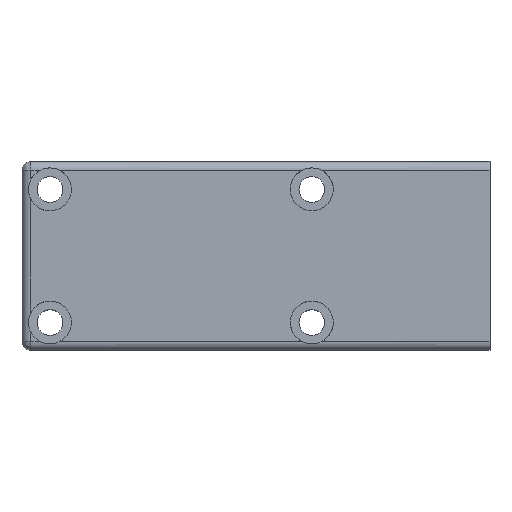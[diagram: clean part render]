
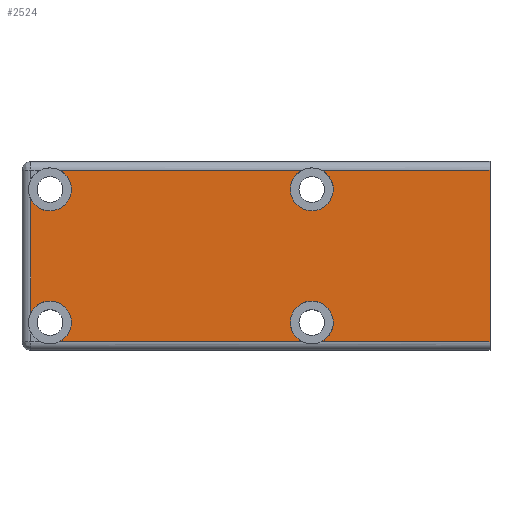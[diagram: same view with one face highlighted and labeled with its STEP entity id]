
A CAD part, top view. The second image highlights one B-rep face of the part: STEP entity #2524.
In plain terms, the highlighted planar face has unit normal (0, 0, 1).
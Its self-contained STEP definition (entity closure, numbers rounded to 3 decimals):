
#27 = CARTESIAN_POINT ( 'NONE',  ( -58.321, 20., 27.5 ) ) ;
#31 = DIRECTION ( 'NONE',  ( 1., 0., 0. ) ) ;
#64 = EDGE_CURVE ( 'NONE', #912, #2890, #3023, .T. ) ;
#70 = CIRCLE ( 'NONE', #179, 5. ) ;
#74 = CARTESIAN_POINT ( 'NONE',  ( 0.5, 15.5, 27.5 ) ) ;
#128 = DIRECTION ( 'NONE',  ( 1., 0., 0. ) ) ;
#130 = EDGE_CURVE ( 'NONE', #2403, #3172, #2419, .T. ) ;
#179 = AXIS2_PLACEMENT_3D ( 'NONE', #456, #2848, #693 ) ;
#206 = VERTEX_POINT ( 'NONE', #1144 ) ;
#223 = CARTESIAN_POINT ( 'NONE',  ( 0.5, -15.5, 27.5 ) ) ;
#376 = VERTEX_POINT ( 'NONE', #3155 ) ;
#411 = ORIENTED_EDGE ( 'NONE', *, *, #2177, .T. ) ;
#434 = CARTESIAN_POINT ( 'NONE',  ( 0.5, 15.5, 27.5 ) ) ;
#447 = CIRCLE ( 'NONE', #788, 5. ) ;
#456 = CARTESIAN_POINT ( 'NONE',  ( -60.5, -15.5, 27.5 ) ) ;
#488 = CIRCLE ( 'NONE', #1722, 5. ) ;
#507 = AXIS2_PLACEMENT_3D ( 'NONE', #1006, #2486, #31 ) ;
#529 = CARTESIAN_POINT ( 'NONE',  ( -4.5, 15.5, 27.5 ) ) ;
#538 = EDGE_CURVE ( 'NONE', #3172, #952, #2375, .T. ) ;
#569 = LINE ( 'NONE', #1515, #2679 ) ;
#582 = CARTESIAN_POINT ( 'NONE',  ( 0.5, -15.5, 27.5 ) ) ;
#583 = CARTESIAN_POINT ( 'NONE',  ( 5.5, -15.5, 27.5 ) ) ;
#593 = ORIENTED_EDGE ( 'NONE', *, *, #2237, .T. ) ;
#605 = VERTEX_POINT ( 'NONE', #583 ) ;
#669 = DIRECTION ( 'NONE',  ( 1., 0., 0. ) ) ;
#674 = VERTEX_POINT ( 'NONE', #2048 ) ;
#675 = ORIENTED_EDGE ( 'NONE', *, *, #2122, .T. ) ;
#693 = DIRECTION ( 'NONE',  ( 1., 0., 0. ) ) ;
#720 = EDGE_LOOP ( 'NONE', ( #593, #1187, #923, #2549, #1782, #2931, #2776, #1979, #2197, #411, #2191, #1876, #2009, #2401, #2319, #675 ) ) ;
#749 = CARTESIAN_POINT ( 'NONE',  ( 0.5, 15.5, 27.5 ) ) ;
#781 = DIRECTION ( 'NONE',  ( 0., 0., -1. ) ) ;
#786 = EDGE_CURVE ( 'NONE', #952, #2816, #70, .T. ) ;
#788 = AXIS2_PLACEMENT_3D ( 'NONE', #223, #1976, #2452 ) ;
#821 = EDGE_CURVE ( 'NONE', #674, #1076, #488, .T. ) ;
#912 = VERTEX_POINT ( 'NONE', #529 ) ;
#923 = ORIENTED_EDGE ( 'NONE', *, *, #1750, .T. ) ;
#952 = VERTEX_POINT ( 'NONE', #2029 ) ;
#969 = PLANE ( 'NONE',  #1555 ) ;
#978 = AXIS2_PLACEMENT_3D ( 'NONE', #582, #1804, #3040 ) ;
#995 = CIRCLE ( 'NONE', #2300, 5. ) ;
#1006 = CARTESIAN_POINT ( 'NONE',  ( -60.5, -15.5, 27.5 ) ) ;
#1076 = VERTEX_POINT ( 'NONE', #3052 ) ;
#1080 = DIRECTION ( 'NONE',  ( 1., 0., 0. ) ) ;
#1087 = DIRECTION ( 'NONE',  ( 1., 0., 0. ) ) ;
#1092 = DIRECTION ( 'NONE',  ( 1., 0., 0. ) ) ;
#1144 = CARTESIAN_POINT ( 'NONE',  ( -1.679, -20., 27.5 ) ) ;
#1187 = ORIENTED_EDGE ( 'NONE', *, *, #2545, .T. ) ;
#1242 = VECTOR ( 'NONE', #2113, 1000. ) ;
#1256 = VERTEX_POINT ( 'NONE', #3100 ) ;
#1319 = CARTESIAN_POINT ( 'NONE',  ( 42., 20., 27.5 ) ) ;
#1323 = DIRECTION ( 'NONE',  ( 0., 0., -1. ) ) ;
#1342 = EDGE_CURVE ( 'NONE', #1076, #912, #1628, .T. ) ;
#1366 = CARTESIAN_POINT ( 'NONE',  ( 42., -20., 27.5 ) ) ;
#1382 = VERTEX_POINT ( 'NONE', #1830 ) ;
#1386 = CARTESIAN_POINT ( 'NONE',  ( -65., 0., 27.5 ) ) ;
#1408 = EDGE_CURVE ( 'NONE', #1382, #1436, #2138, .T. ) ;
#1436 = VERTEX_POINT ( 'NONE', #1366 ) ;
#1450 = CARTESIAN_POINT ( 'NONE',  ( 42., 0., 27.5 ) ) ;
#1494 = VECTOR ( 'NONE', #2367, 1000. ) ;
#1515 = CARTESIAN_POINT ( 'NONE',  ( -12.5, 20., 27.5 ) ) ;
#1545 = DIRECTION ( 'NONE',  ( 1., 0., 0. ) ) ;
#1555 = AXIS2_PLACEMENT_3D ( 'NONE', #2869, #2157, #1932 ) ;
#1581 = EDGE_CURVE ( 'NONE', #1436, #1797, #2260, .T. ) ;
#1622 = LINE ( 'NONE', #1765, #2372 ) ;
#1628 = CIRCLE ( 'NONE', #2703, 5. ) ;
#1640 = AXIS2_PLACEMENT_3D ( 'NONE', #2748, #781, #2038 ) ;
#1722 = AXIS2_PLACEMENT_3D ( 'NONE', #434, #2383, #669 ) ;
#1750 = EDGE_CURVE ( 'NONE', #605, #1382, #2992, .T. ) ;
#1765 = CARTESIAN_POINT ( 'NONE',  ( -12.5, -20., 27.5 ) ) ;
#1782 = ORIENTED_EDGE ( 'NONE', *, *, #1581, .T. ) ;
#1790 = VERTEX_POINT ( 'NONE', #27 ) ;
#1797 = VERTEX_POINT ( 'NONE', #1319 ) ;
#1804 = DIRECTION ( 'NONE',  ( 0., 0., -1. ) ) ;
#1830 = CARTESIAN_POINT ( 'NONE',  ( 2.679, -20., 27.5 ) ) ;
#1837 = FACE_OUTER_BOUND ( 'NONE', #720, .T. ) ;
#1876 = ORIENTED_EDGE ( 'NONE', *, *, #2688, .T. ) ;
#1904 = AXIS2_PLACEMENT_3D ( 'NONE', #2320, #2533, #128 ) ;
#1932 = DIRECTION ( 'NONE',  ( 1., 0., 0. ) ) ;
#1976 = DIRECTION ( 'NONE',  ( 0., 0., -1. ) ) ;
#1979 = ORIENTED_EDGE ( 'NONE', *, *, #1342, .T. ) ;
#2009 = ORIENTED_EDGE ( 'NONE', *, *, #130, .T. ) ;
#2029 = CARTESIAN_POINT ( 'NONE',  ( -55.5, -15.5, 27.5 ) ) ;
#2034 = CIRCLE ( 'NONE', #1904, 5. ) ;
#2037 = CARTESIAN_POINT ( 'NONE',  ( -58.321, -20., 27.5 ) ) ;
#2038 = DIRECTION ( 'NONE',  ( 1., 0., 0. ) ) ;
#2048 = CARTESIAN_POINT ( 'NONE',  ( 2.679, 20., 27.5 ) ) ;
#2113 = DIRECTION ( 'NONE',  ( 0., -1., 0. ) ) ;
#2122 = EDGE_CURVE ( 'NONE', #2816, #206, #1622, .T. ) ;
#2138 = LINE ( 'NONE', #2572, #1494 ) ;
#2151 = CARTESIAN_POINT ( 'NONE',  ( -65., 13.321, 27.5 ) ) ;
#2157 = DIRECTION ( 'NONE',  ( 0., 0., 1. ) ) ;
#2175 = DIRECTION ( 'NONE',  ( 0., 1., 0. ) ) ;
#2177 = EDGE_CURVE ( 'NONE', #2890, #1790, #569, .T. ) ;
#2191 = ORIENTED_EDGE ( 'NONE', *, *, #2230, .T. ) ;
#2197 = ORIENTED_EDGE ( 'NONE', *, *, #64, .T. ) ;
#2208 = CARTESIAN_POINT ( 'NONE',  ( -65., -13.321, 27.5 ) ) ;
#2209 = VECTOR ( 'NONE', #3087, 1000. ) ;
#2230 = EDGE_CURVE ( 'NONE', #1790, #376, #2034, .T. ) ;
#2237 = EDGE_CURVE ( 'NONE', #206, #1256, #3123, .T. ) ;
#2260 = LINE ( 'NONE', #1450, #2342 ) ;
#2300 = AXIS2_PLACEMENT_3D ( 'NONE', #2681, #3157, #1087 ) ;
#2319 = ORIENTED_EDGE ( 'NONE', *, *, #786, .T. ) ;
#2320 = CARTESIAN_POINT ( 'NONE',  ( -60.5, 15.5, 27.5 ) ) ;
#2342 = VECTOR ( 'NONE', #2175, 1000. ) ;
#2367 = DIRECTION ( 'NONE',  ( 1., 0., 0. ) ) ;
#2372 = VECTOR ( 'NONE', #1545, 1000. ) ;
#2375 = CIRCLE ( 'NONE', #507, 5. ) ;
#2383 = DIRECTION ( 'NONE',  ( 0., 0., -1. ) ) ;
#2401 = ORIENTED_EDGE ( 'NONE', *, *, #538, .T. ) ;
#2403 = VERTEX_POINT ( 'NONE', #2151 ) ;
#2419 = LINE ( 'NONE', #1386, #1242 ) ;
#2422 = EDGE_CURVE ( 'NONE', #1797, #674, #2586, .T. ) ;
#2452 = DIRECTION ( 'NONE',  ( 1., 0., 0. ) ) ;
#2485 = DIRECTION ( 'NONE',  ( -1., 0., 0. ) ) ;
#2486 = DIRECTION ( 'NONE',  ( 0., 0., -1. ) ) ;
#2524 = ADVANCED_FACE ( 'NONE', ( #1837 ), #969, .T. ) ;
#2533 = DIRECTION ( 'NONE',  ( 0., 0., -1. ) ) ;
#2539 = CARTESIAN_POINT ( 'NONE',  ( -1.679, 20., 27.5 ) ) ;
#2545 = EDGE_CURVE ( 'NONE', #1256, #605, #447, .T. ) ;
#2549 = ORIENTED_EDGE ( 'NONE', *, *, #1408, .T. ) ;
#2572 = CARTESIAN_POINT ( 'NONE',  ( -12.5, -20., 27.5 ) ) ;
#2586 = LINE ( 'NONE', #2836, #2209 ) ;
#2679 = VECTOR ( 'NONE', #2485, 1000. ) ;
#2681 = CARTESIAN_POINT ( 'NONE',  ( -60.5, 15.5, 27.5 ) ) ;
#2688 = EDGE_CURVE ( 'NONE', #376, #2403, #995, .T. ) ;
#2703 = AXIS2_PLACEMENT_3D ( 'NONE', #749, #1323, #1080 ) ;
#2717 = AXIS2_PLACEMENT_3D ( 'NONE', #74, #3014, #1092 ) ;
#2748 = CARTESIAN_POINT ( 'NONE',  ( 0.5, -15.5, 27.5 ) ) ;
#2776 = ORIENTED_EDGE ( 'NONE', *, *, #821, .T. ) ;
#2816 = VERTEX_POINT ( 'NONE', #2037 ) ;
#2836 = CARTESIAN_POINT ( 'NONE',  ( -12.5, 20., 27.5 ) ) ;
#2848 = DIRECTION ( 'NONE',  ( 0., 0., -1. ) ) ;
#2869 = CARTESIAN_POINT ( 'NONE',  ( -12.5, 0., 27.5 ) ) ;
#2890 = VERTEX_POINT ( 'NONE', #2539 ) ;
#2931 = ORIENTED_EDGE ( 'NONE', *, *, #2422, .T. ) ;
#2992 = CIRCLE ( 'NONE', #1640, 5. ) ;
#3014 = DIRECTION ( 'NONE',  ( 0., 0., -1. ) ) ;
#3023 = CIRCLE ( 'NONE', #2717, 5. ) ;
#3040 = DIRECTION ( 'NONE',  ( 1., 0., 0. ) ) ;
#3052 = CARTESIAN_POINT ( 'NONE',  ( 5.5, 15.5, 27.5 ) ) ;
#3087 = DIRECTION ( 'NONE',  ( -1., 0., 0. ) ) ;
#3100 = CARTESIAN_POINT ( 'NONE',  ( -4.5, -15.5, 27.5 ) ) ;
#3123 = CIRCLE ( 'NONE', #978, 5. ) ;
#3155 = CARTESIAN_POINT ( 'NONE',  ( -55.5, 15.5, 27.5 ) ) ;
#3157 = DIRECTION ( 'NONE',  ( 0., 0., -1. ) ) ;
#3172 = VERTEX_POINT ( 'NONE', #2208 ) ;
